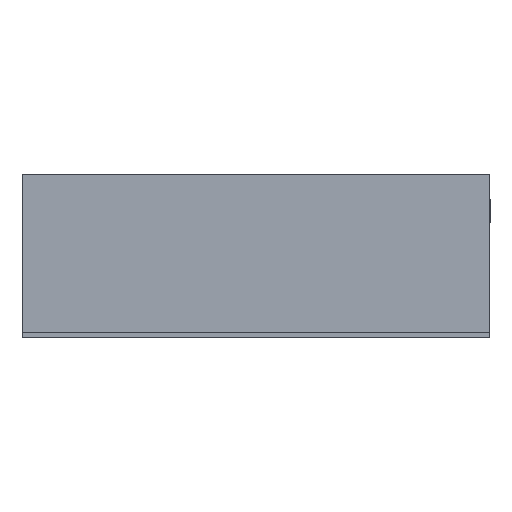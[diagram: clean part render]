
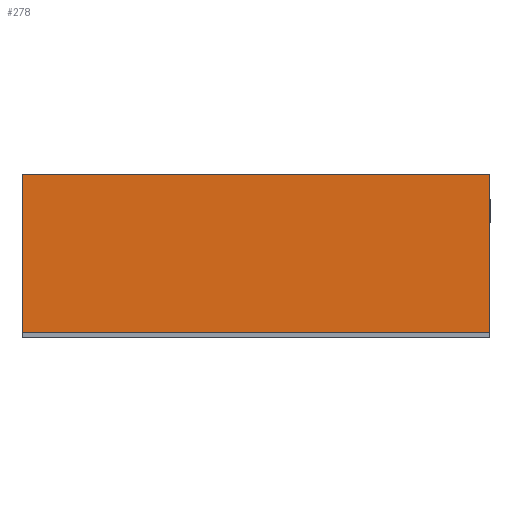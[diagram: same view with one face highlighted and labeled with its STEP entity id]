
A CAD part, left-side view. The second image highlights one B-rep face of the part: STEP entity #278.
In plain terms, the highlighted planar face has unit normal (-1, 0, 0).
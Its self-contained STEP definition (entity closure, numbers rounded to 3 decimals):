
#40 = LINE ( 'NONE', #1494, #1139 ) ;
#136 = EDGE_CURVE ( 'NONE', #805, #497, #604, .T. ) ;
#177 = CARTESIAN_POINT ( 'NONE',  ( -154., -377.483, -47.5 ) ) ;
#202 = DIRECTION ( 'NONE',  ( 0., 1., 0. ) ) ;
#236 = CARTESIAN_POINT ( 'NONE',  ( -154., 70., -47.5 ) ) ;
#278 = ADVANCED_FACE ( 'NONE', ( #2346 ), #1062, .F. ) ;
#304 = ORIENTED_EDGE ( 'NONE', *, *, #1446, .F. ) ;
#358 = VECTOR ( 'NONE', #202, 1000. ) ;
#496 = LINE ( 'NONE', #2663, #2046 ) ;
#497 = VERTEX_POINT ( 'NONE', #236 ) ;
#604 = LINE ( 'NONE', #1509, #1145 ) ;
#640 = VERTEX_POINT ( 'NONE', #2082 ) ;
#805 = VERTEX_POINT ( 'NONE', #2652 ) ;
#836 = EDGE_CURVE ( 'NONE', #640, #805, #496, .T. ) ;
#843 = LINE ( 'NONE', #177, #358 ) ;
#850 = ORIENTED_EDGE ( 'NONE', *, *, #136, .T. ) ;
#1041 = DIRECTION ( 'NONE',  ( 0., 1., 0. ) ) ;
#1042 = DIRECTION ( 'NONE',  ( 1., 0., 0. ) ) ;
#1062 = PLANE ( 'NONE',  #1323 ) ;
#1130 = EDGE_LOOP ( 'NONE', ( #2534, #850, #304, #1346 ) ) ;
#1138 = CARTESIAN_POINT ( 'NONE',  ( -154., -377.483, -47.5 ) ) ;
#1139 = VECTOR ( 'NONE', #1834, 1000. ) ;
#1145 = VECTOR ( 'NONE', #1677, 1000. ) ;
#1323 = AXIS2_PLACEMENT_3D ( 'NONE', #1138, #1042, #1041 ) ;
#1346 = ORIENTED_EDGE ( 'NONE', *, *, #1602, .F. ) ;
#1446 = EDGE_CURVE ( 'NONE', #2100, #497, #843, .T. ) ;
#1494 = CARTESIAN_POINT ( 'NONE',  ( -154., -70., -47.5 ) ) ;
#1509 = CARTESIAN_POINT ( 'NONE',  ( -154., 70., -47.5 ) ) ;
#1602 = EDGE_CURVE ( 'NONE', #640, #2100, #40, .T. ) ;
#1677 = DIRECTION ( 'NONE',  ( 0., 0., -1. ) ) ;
#1834 = DIRECTION ( 'NONE',  ( 0., 0., -1. ) ) ;
#2046 = VECTOR ( 'NONE', #2514, 1000. ) ;
#2060 = CARTESIAN_POINT ( 'NONE',  ( -154., -70., -47.5 ) ) ;
#2082 = CARTESIAN_POINT ( 'NONE',  ( -154., -70., 0. ) ) ;
#2100 = VERTEX_POINT ( 'NONE', #2060 ) ;
#2346 = FACE_OUTER_BOUND ( 'NONE', #1130, .T. ) ;
#2514 = DIRECTION ( 'NONE',  ( 0., 1., 0. ) ) ;
#2534 = ORIENTED_EDGE ( 'NONE', *, *, #836, .T. ) ;
#2652 = CARTESIAN_POINT ( 'NONE',  ( -154., 70., 0. ) ) ;
#2663 = CARTESIAN_POINT ( 'NONE',  ( -154., -377.483, 0. ) ) ;
